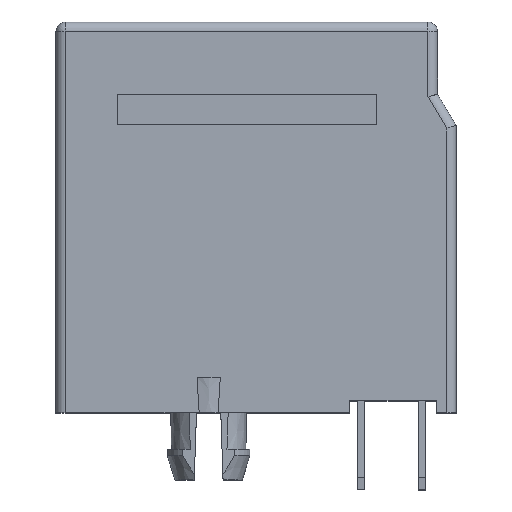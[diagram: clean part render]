
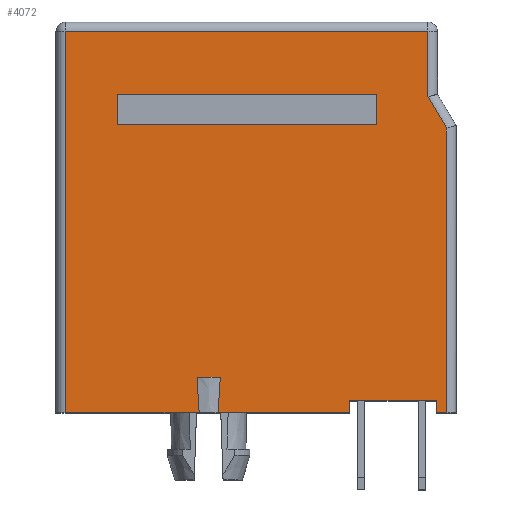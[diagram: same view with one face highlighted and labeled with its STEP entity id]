
A CAD part, top view. The second image highlights one B-rep face of the part: STEP entity #4072.
In plain terms, the highlighted planar face has unit normal (0, 0, 1).
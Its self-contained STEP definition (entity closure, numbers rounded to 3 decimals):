
#127=DIRECTION('',(0.,-1.,0.));
#128=VECTOR('',#127,1.27);
#129=CARTESIAN_POINT('',(-5.78,5.125,6.605));
#130=LINE('',#129,#128);
#131=DIRECTION('',(1.,0.,0.));
#132=VECTOR('',#131,10.79);
#133=CARTESIAN_POINT('',(-5.78,3.855,6.605));
#134=LINE('',#133,#132);
#135=DIRECTION('',(0.,1.,0.));
#136=VECTOR('',#135,1.27);
#137=CARTESIAN_POINT('',(5.01,3.855,6.605));
#138=LINE('',#137,#136);
#139=DIRECTION('',(-1.,0.,0.));
#140=VECTOR('',#139,10.79);
#141=CARTESIAN_POINT('',(5.01,5.125,6.605));
#142=LINE('',#141,#140);
#143=DIRECTION('',(1.,0.,0.));
#144=VECTOR('',#143,5.555);
#145=CARTESIAN_POINT('',(-7.92,-8.125,6.605));
#146=LINE('',#145,#144);
#147=DIRECTION('',(0.,-1.,0.));
#148=VECTOR('',#147,15.85);
#149=CARTESIAN_POINT('',(-7.92,7.725,6.605));
#150=LINE('',#149,#148);
#151=DIRECTION('',(-1.,0.,0.));
#152=VECTOR('',#151,15.07);
#153=CARTESIAN_POINT('',(7.15,7.725,6.605));
#154=LINE('',#153,#152);
#155=DIRECTION('',(0.,1.,0.));
#156=VECTOR('',#155,2.71);
#157=CARTESIAN_POINT('',(7.15,5.015,6.605));
#158=LINE('',#157,#156);
#159=DIRECTION('',(-0.51,0.86,0.));
#160=VECTOR('',#159,1.511);
#161=CARTESIAN_POINT('',(7.92,3.715,6.605));
#162=LINE('',#161,#160);
#163=DIRECTION('',(0.,1.,0.));
#164=VECTOR('',#163,11.84);
#165=CARTESIAN_POINT('',(7.92,-8.125,6.605));
#166=LINE('',#165,#164);
#167=DIRECTION('',(1.,0.,0.));
#168=VECTOR('',#167,0.42);
#169=CARTESIAN_POINT('',(7.5,-8.125,6.605));
#170=LINE('',#169,#168);
#171=DIRECTION('',(0.,1.,0.));
#172=VECTOR('',#171,0.5);
#173=CARTESIAN_POINT('',(7.5,-8.125,6.605));
#174=LINE('',#173,#172);
#175=DIRECTION('',(-1.,0.,0.));
#176=VECTOR('',#175,3.6);
#177=CARTESIAN_POINT('',(7.5,-7.625,6.605));
#178=LINE('',#177,#176);
#179=DIRECTION('',(0.,1.,0.));
#180=VECTOR('',#179,0.5);
#181=CARTESIAN_POINT('',(3.9,-8.125,6.605));
#182=LINE('',#181,#180);
#183=DIRECTION('',(1.,0.,0.));
#184=VECTOR('',#183,5.475);
#185=CARTESIAN_POINT('',(-1.575,-8.125,6.605));
#186=LINE('',#185,#184);
#187=CARTESIAN_POINT('',(-1.486,-6.645,6.605));
#188=CARTESIAN_POINT('',(-1.495,-6.813,6.605));
#189=CARTESIAN_POINT('',(-1.514,-7.147,6.605));
#190=CARTESIAN_POINT('',(-1.544,-7.641,6.605));
#191=CARTESIAN_POINT('',(-1.564,-7.964,6.605));
#192=CARTESIAN_POINT('',(-1.575,-8.125,6.605));
#194=DIRECTION('',(-1.,0.,0.));
#195=VECTOR('',#194,0.968);
#196=CARTESIAN_POINT('',(-1.486,-6.645,6.605));
#197=LINE('',#196,#195);
#198=CARTESIAN_POINT('',(-2.365,-8.125,6.605));
#199=CARTESIAN_POINT('',(-2.376,-7.964,6.605));
#200=CARTESIAN_POINT('',(-2.396,-7.641,6.605));
#201=CARTESIAN_POINT('',(-2.426,-7.147,6.605));
#202=CARTESIAN_POINT('',(-2.445,-6.813,6.605));
#203=CARTESIAN_POINT('',(-2.454,-6.645,6.605));
#3154=CARTESIAN_POINT('',(7.5,-8.125,6.605));
#3156=VERTEX_POINT('',#3154);
#3162=CARTESIAN_POINT('',(3.9,-8.125,6.605));
#3164=VERTEX_POINT('',#3162);
#3175=CARTESIAN_POINT('',(7.5,-7.625,6.605));
#3176=VERTEX_POINT('',#3175);
#3179=CARTESIAN_POINT('',(3.9,-7.625,6.605));
#3180=VERTEX_POINT('',#3179);
#3413=CARTESIAN_POINT('',(-5.78,5.125,6.605));
#3414=CARTESIAN_POINT('',(-5.78,3.855,6.605));
#3415=VERTEX_POINT('',#3413);
#3416=VERTEX_POINT('',#3414);
#3417=CARTESIAN_POINT('',(5.01,3.855,6.605));
#3418=VERTEX_POINT('',#3417);
#3419=CARTESIAN_POINT('',(5.01,5.125,6.605));
#3420=VERTEX_POINT('',#3419);
#3421=CARTESIAN_POINT('',(-7.92,-8.125,6.605));
#3423=VERTEX_POINT('',#3421);
#3427=CARTESIAN_POINT('',(-7.92,7.725,6.605));
#3428=VERTEX_POINT('',#3427);
#3464=CARTESIAN_POINT('',(7.92,-8.125,6.605));
#3466=VERTEX_POINT('',#3464);
#3467=CARTESIAN_POINT('',(7.92,3.715,6.605));
#3468=VERTEX_POINT('',#3467);
#3473=CARTESIAN_POINT('',(7.15,5.015,6.605));
#3474=VERTEX_POINT('',#3473);
#3475=CARTESIAN_POINT('',(7.15,7.725,6.605));
#3476=VERTEX_POINT('',#3475);
#3601=CARTESIAN_POINT('',(-1.486,-6.645,6.605));
#3602=CARTESIAN_POINT('',(-2.454,-6.645,6.605));
#3603=VERTEX_POINT('',#3601);
#3604=VERTEX_POINT('',#3602);
#3609=CARTESIAN_POINT('',(-1.575,-8.125,6.605));
#3610=CARTESIAN_POINT('',(-2.365,-8.125,6.605));
#3611=VERTEX_POINT('',#3609);
#3612=VERTEX_POINT('',#3610);
#4031=CARTESIAN_POINT('',(0.,0.,6.605));
#4032=DIRECTION('',(0.,0.,1.));
#4033=DIRECTION('',(1.,0.,0.));
#4034=AXIS2_PLACEMENT_3D('',#4031,#4032,#4033);
#4035=PLANE('',#4034);
#4037=ORIENTED_EDGE('',*,*,#4036,.F.);
#4039=ORIENTED_EDGE('',*,*,#4038,.F.);
#4041=ORIENTED_EDGE('',*,*,#4040,.F.);
#4043=ORIENTED_EDGE('',*,*,#4042,.F.);
#4045=ORIENTED_EDGE('',*,*,#4044,.F.);
#4047=ORIENTED_EDGE('',*,*,#4046,.F.);
#4049=ORIENTED_EDGE('',*,*,#4048,.F.);
#4051=ORIENTED_EDGE('',*,*,#4050,.T.);
#4053=ORIENTED_EDGE('',*,*,#4052,.T.);
#4055=ORIENTED_EDGE('',*,*,#4054,.F.);
#4057=ORIENTED_EDGE('',*,*,#4056,.F.);
#4059=ORIENTED_EDGE('',*,*,#4058,.F.);
#4061=ORIENTED_EDGE('',*,*,#4060,.T.);
#4063=ORIENTED_EDGE('',*,*,#4062,.F.);
#4064=EDGE_LOOP('',(#4037,#4039,#4041,#4043,#4045,#4047,#4049,#4051,#4053,#4055,
#4057,#4059,#4061,#4063));
#4065=FACE_OUTER_BOUND('',#4064,.F.);
#4066=ORIENTED_EDGE('',*,*,#3923,.T.);
#4067=ORIENTED_EDGE('',*,*,#3953,.T.);
#4068=ORIENTED_EDGE('',*,*,#3982,.T.);
#4069=ORIENTED_EDGE('',*,*,#4010,.T.);
#4070=EDGE_LOOP('',(#4066,#4067,#4068,#4069));
#4071=FACE_BOUND('',#4070,.F.);
#4072=ADVANCED_FACE('',(#4065,#4071),#4035,.T.);
#193=B_SPLINE_CURVE_WITH_KNOTS('',3,(#187,#188,#189,#190,#191,#192),
.UNSPECIFIED.,.F.,.F.,(4,1,1,4),(0.,0.333,0.667,1.),
.UNSPECIFIED.);
#204=B_SPLINE_CURVE_WITH_KNOTS('',3,(#198,#199,#200,#201,#202,#203),
.UNSPECIFIED.,.F.,.F.,(4,1,1,4),(0.,0.333,0.667,1.),
.UNSPECIFIED.);
#3923=EDGE_CURVE('',#3415,#3416,#130,.T.);
#3953=EDGE_CURVE('',#3416,#3418,#134,.T.);
#3982=EDGE_CURVE('',#3418,#3420,#138,.T.);
#4010=EDGE_CURVE('',#3420,#3415,#142,.T.);
#4036=EDGE_CURVE('',#3423,#3612,#146,.T.);
#4038=EDGE_CURVE('',#3428,#3423,#150,.T.);
#4040=EDGE_CURVE('',#3476,#3428,#154,.T.);
#4042=EDGE_CURVE('',#3474,#3476,#158,.T.);
#4044=EDGE_CURVE('',#3468,#3474,#162,.T.);
#4046=EDGE_CURVE('',#3466,#3468,#166,.T.);
#4048=EDGE_CURVE('',#3156,#3466,#170,.T.);
#4050=EDGE_CURVE('',#3156,#3176,#174,.T.);
#4052=EDGE_CURVE('',#3176,#3180,#178,.T.);
#4054=EDGE_CURVE('',#3164,#3180,#182,.T.);
#4056=EDGE_CURVE('',#3611,#3164,#186,.T.);
#4058=EDGE_CURVE('',#3603,#3611,#193,.T.);
#4060=EDGE_CURVE('',#3603,#3604,#197,.T.);
#4062=EDGE_CURVE('',#3612,#3604,#204,.T.);
